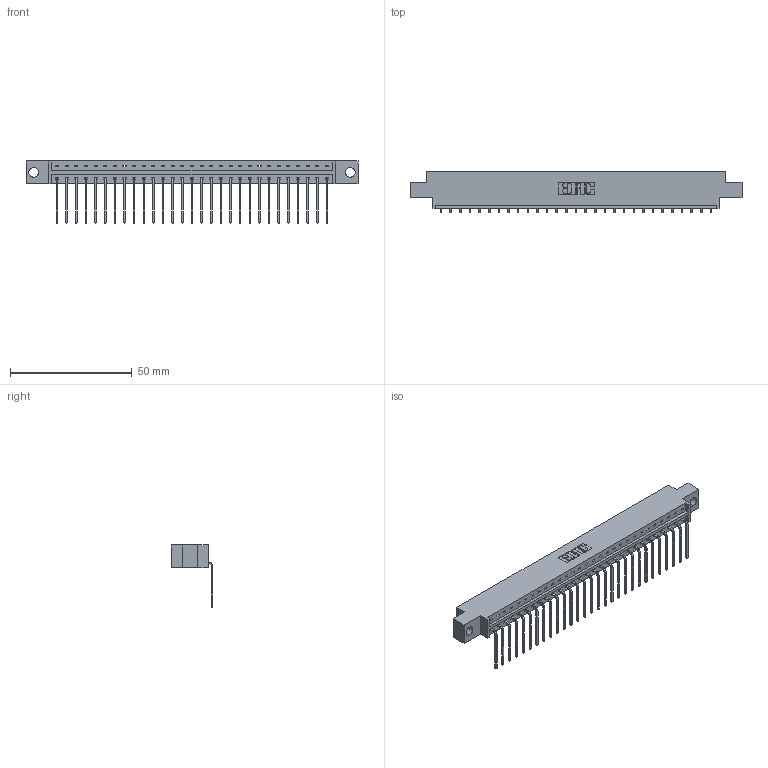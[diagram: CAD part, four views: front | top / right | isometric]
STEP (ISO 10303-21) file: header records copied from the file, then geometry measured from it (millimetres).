
FILE_DESCRIPTION (( 'STEP AP203' ), '1' );
FILE_NAME ('333-029-559-604.STEP', '2018-08-02T16:55:04', ( '' ), ( '' ), 'SwSTEP 2.0', 'SolidWorks 2016', '' );
FILE_SCHEMA (( 'CONFIG_CONTROL_DESIGN' ));
Length unit declared in the file: inch
Products named in the file (3): 333 Part_Offset - .156 Dia - TH; 345-292-001_558 559 Tail - 1; 333-029-559-604
Assembly tree (30 placements, depth 2):
  333-029-559-604
    333 Part_Offset - .156 Dia - TH
    345-292-001_558 559 Tail - 1  x29
Bounding box: 136.45 x 17.09 x 25.53 mm (x, y, z)
Volume: 13399.8 mm3; surface area: 14999.1 mm2
Topology: 30 solids, 30 shells, 1858 faces, 5601 edges, 3694 vertices
Faces by surface type: plane 1350, cylinder 508
Entity records: 19629 total; most frequent: CARTESIAN_POINT 3397, ORIENTED_EDGE 3362, DIRECTION 2891, EDGE_CURVE 1681, LINE 1553, VECTOR 1553, VERTEX_POINT 1118, AXIS2_PLACEMENT_3D 669
